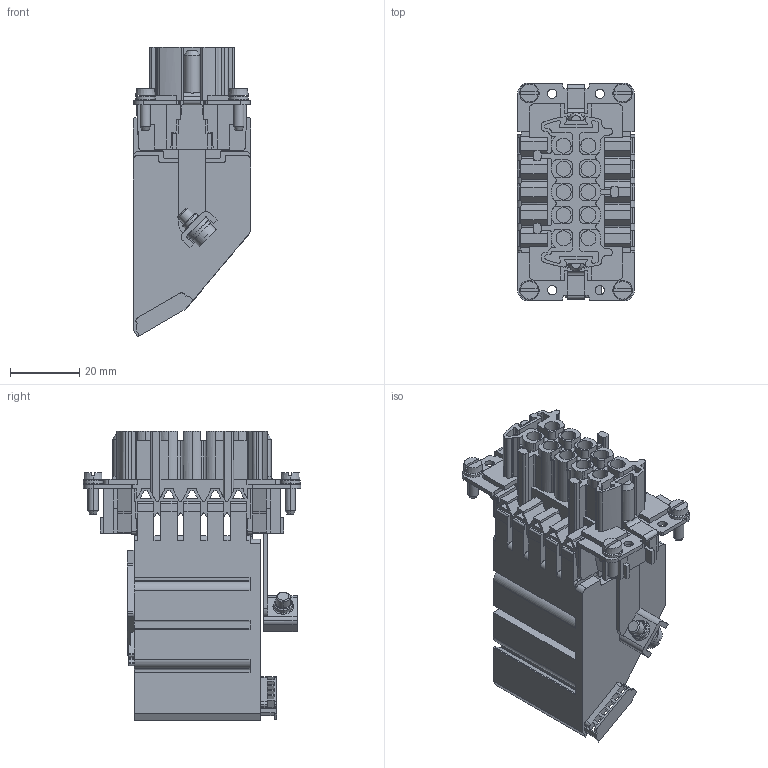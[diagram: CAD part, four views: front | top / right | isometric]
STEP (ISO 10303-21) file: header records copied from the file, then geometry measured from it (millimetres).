
FILE_DESCRIPTION(('CATIA V5 STEP Exchange','CAx-IF Rec.Pracs.--- Model Styling and Organization---1.4--- 2014-01-23'),'2;1');
FILE_NAME ('040142-6_0_1848610000_1848610000.stp','2020-07-02T10:19:30+00:00',('none'),('Weidmueller'),'CATIA Version 5-6 Release 2016 SP3 HF44','CATIA V5 STEP AP214','none');
FILE_SCHEMA(('AUTOMOTIVE_DESIGN { 1 0 10303 214 1 1 1 1 }'));
Products named in the file (1): 1848610000
Bounding box: 34 x 62.83 x 83.8 mm (x, y, z)
Volume: 70351 mm3; surface area: 31748.7 mm2
Topology: 4 solids, 4 shells, 1758 faces, 5121 edges, 3404 vertices
Faces by surface type: plane 1160, cylinder 556, cone 21, bspline 21
Entity records: 61879 total; most frequent: CARTESIAN_POINT 17090, ORIENTED_EDGE 10242, DIRECTION 7741, EDGE_CURVE 5115, VECTOR 3816, LINE 3816, VERTEX_POINT 3392, AXIS2_PLACEMENT_3D 2272
